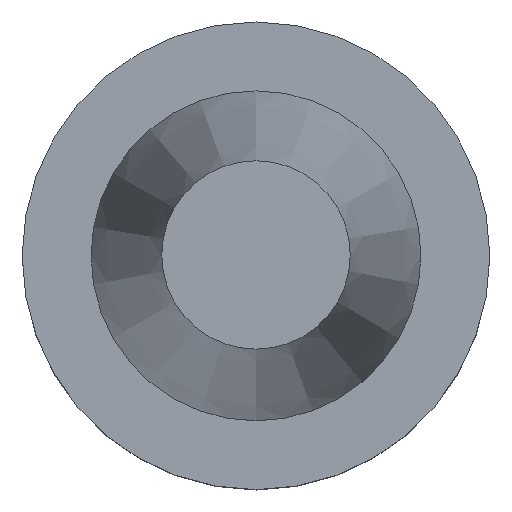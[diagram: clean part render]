
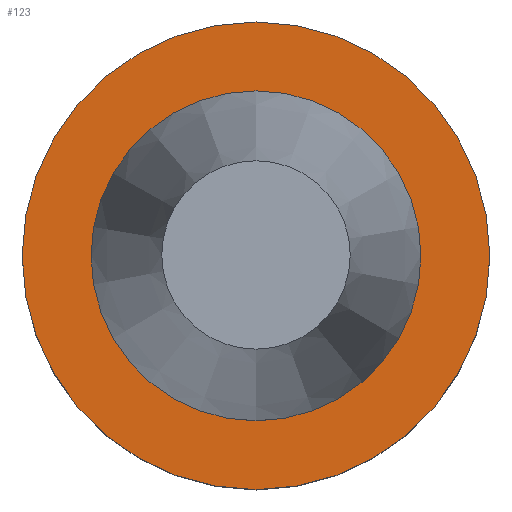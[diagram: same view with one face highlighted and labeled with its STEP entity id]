
A CAD part, top view. The second image highlights one B-rep face of the part: STEP entity #123.
In plain terms, the highlighted planar face has unit normal (0, 0, 1).
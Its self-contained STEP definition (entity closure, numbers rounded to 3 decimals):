
#87=EDGE_CURVE('Unnamed[1]',#197,#197,#198,.T.);
#89=EDGE_CURVE('Unnamed[1]',#200,#200,#201,.T.);
#123=ADVANCED_FACE('Unnamed[1]',(#252,#253),#254,.T.);
#197=VERTEX_POINT('',#333);
#198=CIRCLE('',#334,22.225);
#200=VERTEX_POINT('',#337);
#201=CIRCLE('',#338,31.5);
#252=FACE_OUTER_BOUND('',#403,.T.);
#253=FACE_BOUND('',#404,.T.);
#254=PLANE('',#405);
#333=CARTESIAN_POINT('',(0.,22.225,-1.));
#334=AXIS2_PLACEMENT_3D('',#474,#475,#476);
#337=CARTESIAN_POINT('',(0.,31.5,-1.));
#338=AXIS2_PLACEMENT_3D('',#477,#478,#479);
#403=EDGE_LOOP('',(#534));
#404=EDGE_LOOP('',(#535));
#405=AXIS2_PLACEMENT_3D('',#536,#537,#538);
#474=CARTESIAN_POINT('',(0.,0.,-1.));
#475=DIRECTION('',(0.,0.,-1.0));
#476=DIRECTION('',(0.,1.0,0.));
#477=CARTESIAN_POINT('',(0.,0.,-1.));
#478=DIRECTION('',(0.,0.,-1.0));
#479=DIRECTION('',(0.,1.0,0.));
#534=ORIENTED_EDGE('',*,*,#89,.F.);
#535=ORIENTED_EDGE('',*,*,#87,.T.);
#536=CARTESIAN_POINT('',(0.,26.862,-1.));
#537=DIRECTION('',(0.,0.,1.0));
#538=DIRECTION('',(0.,-1.0,0.));
